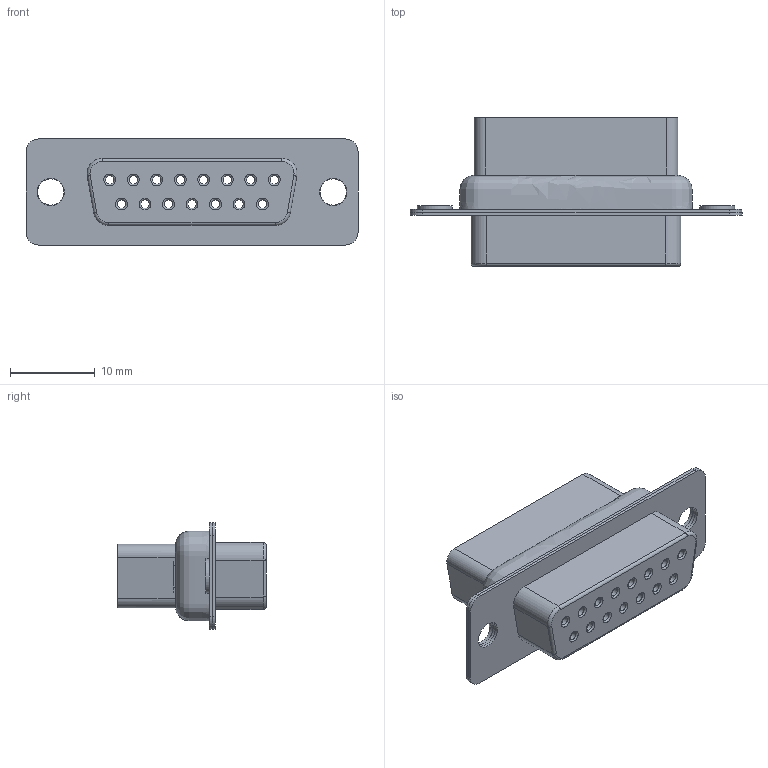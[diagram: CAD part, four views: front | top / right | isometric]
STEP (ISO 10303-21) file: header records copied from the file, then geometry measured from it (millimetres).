
FILE_DESCRIPTION(/* description */ ('Unknown'),/* implementation_level */ '2;1');
FILE_NAME(/* name */ '618015217222',/* time_stamp */ '2018-10-17T15:38:07+02:00',/* author */ ('Unknown'),/* organization */ ('Unknown'),/* preprocessor_version */ 'ST-DEVELOPER v16.7',/* originating_system */ 'DEX',/* authorisation */ $);
FILE_SCHEMA (('AUTOMOTIVE_DESIGN {1 0 10303 214 3 1 1}'));
Length unit declared in the file: millimetre
Products named in the file (5): 6180xx217222; 618015217222_AVANT_INTER; 618015217222_ARRIERE_INTER; 618015217222_ARRIERE; 618015217222_FACADE
Assembly tree (4 placements, depth 2):
  6180xx217222
    618015217222_AVANT_INTER
    618015217222_ARRIERE_INTER
    618015217222_ARRIERE
    618015217222_FACADE
Bounding box: 39.14 x 17.5 x 12.5 mm (x, y, z)
Volume: 2892.9 mm3; surface area: 6318.3 mm2
Topology: 4 solids, 4 shells, 467 faces, 1192 edges, 755 vertices
Faces by surface type: plane 198, cylinder 137, cone 94, torus 23, bspline 15
Full cylindrical faces by diameter (mm): 1 x15, 2.2 x15, 2.3 x15, 3.1 x2, 3.2 x4, 4.1 x2
Entity records: 19691 total; most frequent: CARTESIAN_POINT 9057, DIRECTION 2130, ORIENTED_EDGE 2078, EDGE_CURVE 1039, AXIS2_PLACEMENT_3D 860, VERTEX_POINT 703, EDGE_LOOP 662, FACE_BOUND 662
